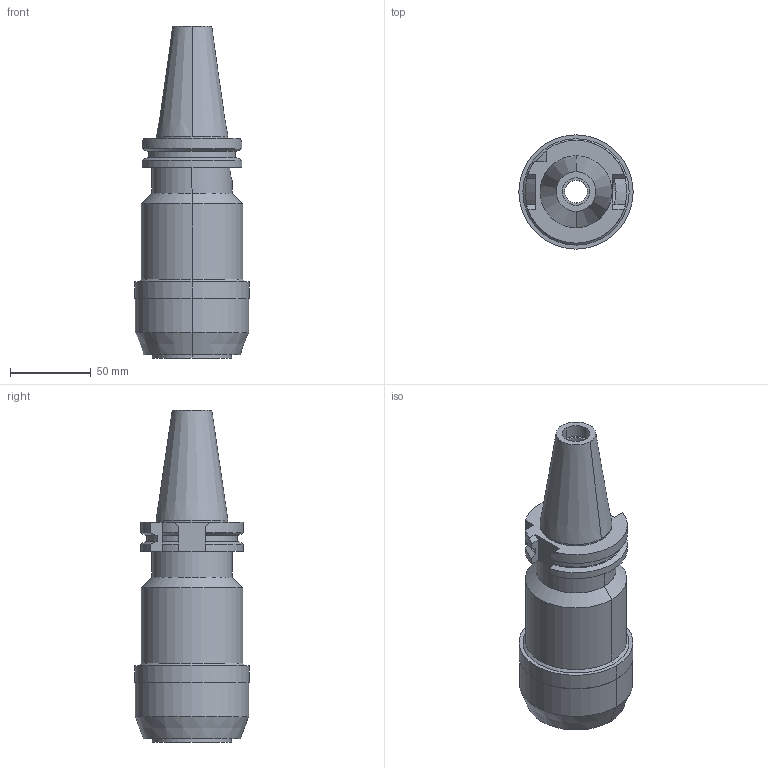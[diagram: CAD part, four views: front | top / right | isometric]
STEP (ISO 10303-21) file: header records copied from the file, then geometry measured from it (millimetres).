
FILE_DESCRIPTION((''),'2;1');
FILE_NAME('BDV40-MEGA32DS-135A','2018-03-05T',('ykawabe'),(''),'CREO PARAMETRIC BY PTC INC, 2016380','CREO PARAMETRIC BY PTC INC, 2016380','');
FILE_SCHEMA(('AUTOMOTIVE_DESIGN { 1 0 10303 214 1 1 1 1 }'));
Length unit declared in the file: millimetre
Products named in the file (1): BDV40-MEGA32DS-135A
Bounding box: 70.7 x 70.7 x 205.4 mm (x, y, z)
Volume: 392798.4 mm3; surface area: 56580.4 mm2
Topology: 1 solids, 1 shells, 80 faces, 212 edges, 143 vertices
Faces by surface type: cylinder 36, plane 30, cone 14
Entity records: 3393 total; most frequent: CARTESIAN_POINT 517, DIRECTION 464, ORIENTED_EDGE 424, PRESENTATION_STYLE_ASSIGNMENT 217, STYLED_ITEM 217, CURVE_STYLE 216, EDGE_CURVE 212, AXIS2_PLACEMENT_3D 184
